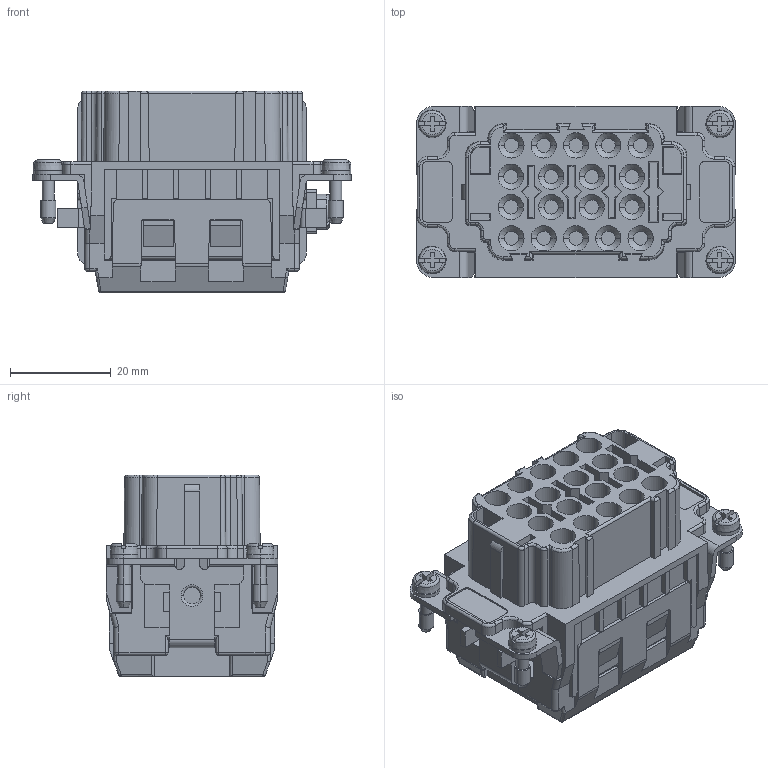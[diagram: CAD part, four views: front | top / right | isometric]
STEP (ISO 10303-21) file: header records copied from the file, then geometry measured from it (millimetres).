
FILE_DESCRIPTION(('Creo Elements/Direct Modeling STEP Export'),'2;1');
FILE_NAME('37jbk2e5pq6q2nd2256','2023-03-20T13:40:21',(''),(''),'Creo Elements/Direct Modeling STEP processor for AP214 (Solid Model)','Creo Elements/Direct Modeling 20.1B 02-Apr-2019 (C) Parametric Technology GmbH','');
FILE_SCHEMA(('AUTOMOTIVE_DESIGN { 1 0 10303 214 1 1 1 1 }'));
Products named in the file (2): CQEYF 18
Assembly tree (1 placements, depth 2):
  CQEYF 18
    CQEYF 18
Bounding box: 63.2 x 34 x 40 mm (x, y, z)
Volume: 42410.2 mm3; surface area: 24762.3 mm2
Topology: 1 solids, 1 shells, 2077 faces, 5429 edges, 3366 vertices
Faces by surface type: plane 1034, cylinder 775, torus 150, cone 54, sphere 48, bspline 16
Entity records: 80958 total; most frequent: CARTESIAN_POINT 13731, ORIENTED_EDGE 10762, DIRECTION 10470, EDGE_CURVE 5381, AXIS2_PLACEMENT_3D 3511, VECTOR 3448, LINE 3448, VERTEX_POINT 3366
